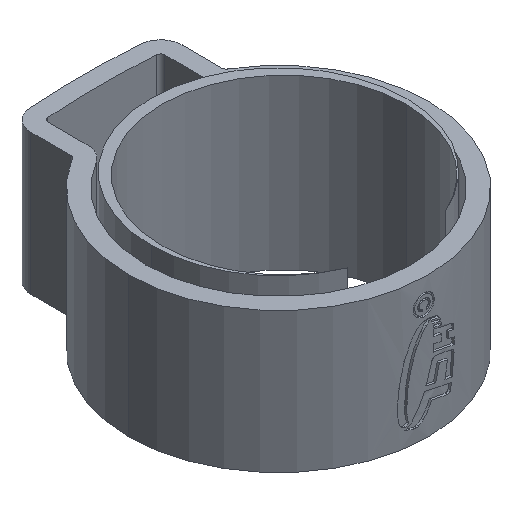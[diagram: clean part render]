
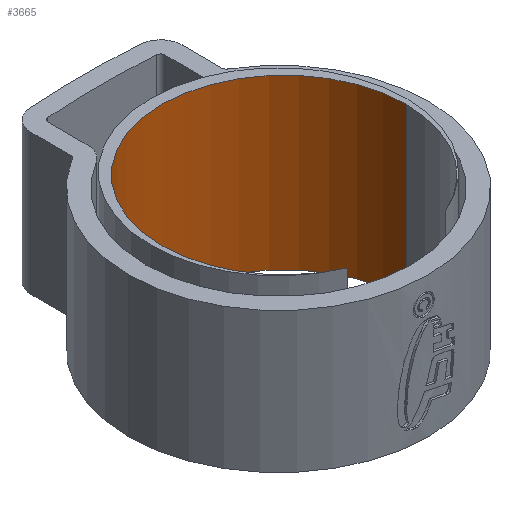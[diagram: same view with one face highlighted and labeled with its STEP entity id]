
A CAD part, isometric view. The second image highlights one B-rep face of the part: STEP entity #3665.
In plain terms, the highlighted cylindrical face has radius 5.66 mm (diameter 11.321 mm), a partial arc.
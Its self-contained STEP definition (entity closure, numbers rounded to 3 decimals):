
#16 = DIRECTION ( 'NONE',  ( 0., 0., -1. ) ) ;
#174 = DIRECTION ( 'NONE',  ( 1., 0., 0. ) ) ;
#273 = CYLINDRICAL_SURFACE ( 'NONE', #2123, 5.66 ) ;
#355 = EDGE_CURVE ( 'NONE', #1291, #4286, #5142, .T. ) ;
#459 = LINE ( 'NONE', #2041, #3170 ) ;
#661 = EDGE_LOOP ( 'NONE', ( #4815, #3680, #3658, #2379 ) ) ;
#747 = FACE_OUTER_BOUND ( 'NONE', #661, .T. ) ;
#1014 = VERTEX_POINT ( 'NONE', #2935 ) ;
#1032 = VERTEX_POINT ( 'NONE', #3788 ) ;
#1035 = CARTESIAN_POINT ( 'NONE',  ( 5.66, -0.26, 3.9 ) ) ;
#1073 = AXIS2_PLACEMENT_3D ( 'NONE', #3474, #5035, #174 ) ;
#1291 = VERTEX_POINT ( 'NONE', #4389 ) ;
#1490 = CARTESIAN_POINT ( 'NONE',  ( 0., -0.26, -3.9 ) ) ;
#1572 = DIRECTION ( 'NONE',  ( 1., 0., 0. ) ) ;
#1690 = EDGE_CURVE ( 'NONE', #1032, #4286, #4478, .T. ) ;
#2041 = CARTESIAN_POINT ( 'NONE',  ( -5.66, -0.26, 3.9 ) ) ;
#2123 = AXIS2_PLACEMENT_3D ( 'NONE', #3659, #3603, #3631 ) ;
#2295 = DIRECTION ( 'NONE',  ( 0., 0., -1. ) ) ;
#2379 = ORIENTED_EDGE ( 'NONE', *, *, #1690, .T. ) ;
#2857 = EDGE_CURVE ( 'NONE', #1014, #1291, #4747, .T. ) ;
#2935 = CARTESIAN_POINT ( 'NONE',  ( -5.66, -0.26, 3.9 ) ) ;
#3147 = DIRECTION ( 'NONE',  ( 0., 0., -1. ) ) ;
#3170 = VECTOR ( 'NONE', #16, 1000. ) ;
#3474 = CARTESIAN_POINT ( 'NONE',  ( 0., -0.26, 3.9 ) ) ;
#3603 = DIRECTION ( 'NONE',  ( 0., 0., -1. ) ) ;
#3631 = DIRECTION ( 'NONE',  ( -1., 0., 0. ) ) ;
#3658 = ORIENTED_EDGE ( 'NONE', *, *, #5076, .T. ) ;
#3659 = CARTESIAN_POINT ( 'NONE',  ( 0., -0.26, 3.9 ) ) ;
#3665 = ADVANCED_FACE ( 'NONE', ( #747 ), #273, .F. ) ;
#3680 = ORIENTED_EDGE ( 'NONE', *, *, #2857, .F. ) ;
#3788 = CARTESIAN_POINT ( 'NONE',  ( -5.66, -0.26, -3.9 ) ) ;
#4036 = AXIS2_PLACEMENT_3D ( 'NONE', #1490, #3147, #1572 ) ;
#4286 = VERTEX_POINT ( 'NONE', #5326 ) ;
#4389 = CARTESIAN_POINT ( 'NONE',  ( 5.66, -0.26, 3.9 ) ) ;
#4478 = CIRCLE ( 'NONE', #4036, 5.66 ) ;
#4726 = VECTOR ( 'NONE', #2295, 1000. ) ;
#4747 = CIRCLE ( 'NONE', #1073, 5.66 ) ;
#4815 = ORIENTED_EDGE ( 'NONE', *, *, #355, .F. ) ;
#5035 = DIRECTION ( 'NONE',  ( 0., 0., -1. ) ) ;
#5076 = EDGE_CURVE ( 'NONE', #1014, #1032, #459, .T. ) ;
#5142 = LINE ( 'NONE', #1035, #4726 ) ;
#5326 = CARTESIAN_POINT ( 'NONE',  ( 5.66, -0.26, -3.9 ) ) ;
